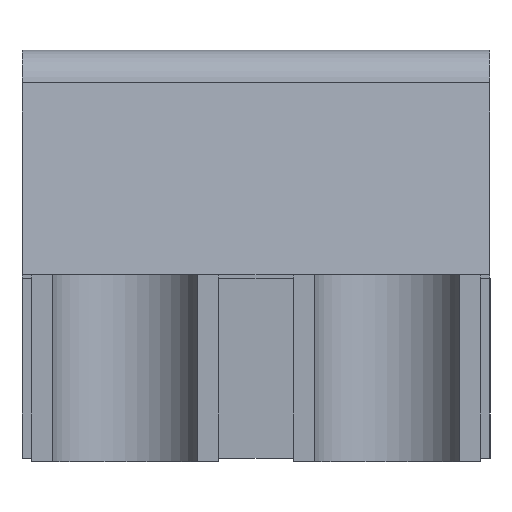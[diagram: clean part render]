
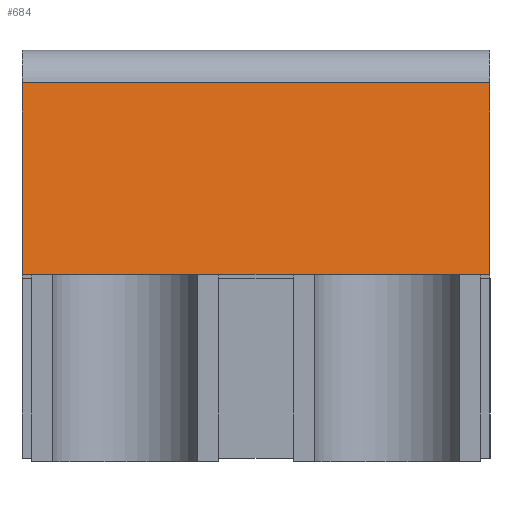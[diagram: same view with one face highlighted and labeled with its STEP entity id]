
A CAD part, left-side view. The second image highlights one B-rep face of the part: STEP entity #684.
In plain terms, the highlighted planar face has unit normal (-0.992, 0, 0.124).
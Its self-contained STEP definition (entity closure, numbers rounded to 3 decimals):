
#32 = PLANE('',#33);
#33 = AXIS2_PLACEMENT_3D('',#34,#35,#36);
#34 = CARTESIAN_POINT('',(-0.7,0.625,0.5));
#35 = DIRECTION('',(0.,1.,0.));
#36 = DIRECTION('',(1.,0.,0.));
#55 = VERTEX_POINT('',#56);
#56 = CARTESIAN_POINT('',(-0.7,0.625,0.5));
#82 = EDGE_CURVE('',#83,#55,#85,.T.);
#83 = VERTEX_POINT('',#84);
#84 = CARTESIAN_POINT('',(-0.636,0.625,1.012));
#85 = SURFACE_CURVE('',#86,(#90,#96),.PCURVE_S1.);
#86 = LINE('',#87,#88);
#87 = CARTESIAN_POINT('',(-0.7,0.625,0.5));
#88 = VECTOR('',#89,1.);
#89 = DIRECTION('',(-0.124,0.,-0.992));
#90 = PCURVE('',#32,#91);
#91 = DEFINITIONAL_REPRESENTATION('',(#92),#95);
#92 = B_SPLINE_CURVE_WITH_KNOTS('',1,(#93,#94),.UNSPECIFIED.,.F.,.F.,(2,
    2),(-0.665,0.06),.PIECEWISE_BEZIER_KNOTS.);
#93 = CARTESIAN_POINT('',(0.083,-0.66));
#94 = CARTESIAN_POINT('',(-0.008,0.06));
#95 = ( GEOMETRIC_REPRESENTATION_CONTEXT(2) 
PARAMETRIC_REPRESENTATION_CONTEXT() REPRESENTATION_CONTEXT('2D SPACE',''
  ) );
#96 = PCURVE('',#97,#102);
#97 = PLANE('',#98);
#98 = AXIS2_PLACEMENT_3D('',#99,#100,#101);
#99 = CARTESIAN_POINT('',(-0.7,-0.625,0.5));
#100 = DIRECTION('',(0.992,0.,-0.124)
  );
#101 = DIRECTION('',(0.124,0.,0.992));
#102 = DEFINITIONAL_REPRESENTATION('',(#103),#106);
#103 = B_SPLINE_CURVE_WITH_KNOTS('',1,(#104,#105),.UNSPECIFIED.,.F.,.F.,
  (2,2),(-0.665,0.06),.PIECEWISE_BEZIER_KNOTS.);
#104 = CARTESIAN_POINT('',(0.665,-1.25));
#105 = CARTESIAN_POINT('',(-0.06,-1.25));
#106 = ( GEOMETRIC_REPRESENTATION_CONTEXT(2) 
PARAMETRIC_REPRESENTATION_CONTEXT() REPRESENTATION_CONTEXT('2D SPACE',''
  ) );
#129 = CYLINDRICAL_SURFACE('',#130,0.1);
#130 = AXIS2_PLACEMENT_3D('',#131,#132,#133);
#131 = CARTESIAN_POINT('',(-0.537,-0.625,1.));
#132 = DIRECTION('',(0.,1.,0.));
#133 = DIRECTION('',(0.,0.,1.));
#221 = PLANE('',#222);
#222 = AXIS2_PLACEMENT_3D('',#223,#224,#225);
#223 = CARTESIAN_POINT('',(0.7,-0.625,0.5));
#224 = DIRECTION('',(0.,-1.,0.));
#225 = DIRECTION('',(-1.,0.,0.));
#574 = PLANE('',#575);
#575 = AXIS2_PLACEMENT_3D('',#576,#577,#578);
#576 = CARTESIAN_POINT('',(-0.7,0.6,0.5));
#577 = DIRECTION('',(1.,0.,0.));
#578 = DIRECTION('',(0.,1.,0.));
#684 = ADVANCED_FACE('',(#685),#97,.F.);
#685 = FACE_BOUND('',#686,.F.);
#686 = EDGE_LOOP('',(#687,#712,#740,#768,#796,#824,#845,#846));
#687 = ORIENTED_EDGE('',*,*,#688,.F.);
#688 = EDGE_CURVE('',#689,#691,#693,.T.);
#689 = VERTEX_POINT('',#690);
#690 = CARTESIAN_POINT('',(-0.7,-0.625,0.5));
#691 = VERTEX_POINT('',#692);
#692 = CARTESIAN_POINT('',(-0.636,-0.625,1.012));
#693 = SURFACE_CURVE('',#694,(#698,#705),.PCURVE_S1.);
#694 = LINE('',#695,#696);
#695 = CARTESIAN_POINT('',(-0.7,-0.625,0.5));
#696 = VECTOR('',#697,1.);
#697 = DIRECTION('',(0.124,0.,0.992));
#698 = PCURVE('',#97,#699);
#699 = DEFINITIONAL_REPRESENTATION('',(#700),#704);
#700 = LINE('',#701,#702);
#701 = CARTESIAN_POINT('',(0.,0.));
#702 = VECTOR('',#703,1.);
#703 = DIRECTION('',(1.,0.));
#704 = ( GEOMETRIC_REPRESENTATION_CONTEXT(2) 
PARAMETRIC_REPRESENTATION_CONTEXT() REPRESENTATION_CONTEXT('2D SPACE',''
  ) );
#705 = PCURVE('',#221,#706);
#706 = DEFINITIONAL_REPRESENTATION('',(#707),#711);
#707 = LINE('',#708,#709);
#708 = CARTESIAN_POINT('',(1.4,0.));
#709 = VECTOR('',#710,1.);
#710 = DIRECTION('',(-0.124,-0.992));
#711 = ( GEOMETRIC_REPRESENTATION_CONTEXT(2) 
PARAMETRIC_REPRESENTATION_CONTEXT() REPRESENTATION_CONTEXT('2D SPACE',''
  ) );
#712 = ORIENTED_EDGE('',*,*,#713,.T.);
#713 = EDGE_CURVE('',#689,#714,#716,.T.);
#714 = VERTEX_POINT('',#715);
#715 = CARTESIAN_POINT('',(-0.7,-0.6,0.5));
#716 = SURFACE_CURVE('',#717,(#721,#728),.PCURVE_S1.);
#717 = LINE('',#718,#719);
#718 = CARTESIAN_POINT('',(-0.7,-0.625,0.5));
#719 = VECTOR('',#720,1.);
#720 = DIRECTION('',(0.,1.,0.));
#721 = PCURVE('',#97,#722);
#722 = DEFINITIONAL_REPRESENTATION('',(#723),#727);
#723 = LINE('',#724,#725);
#724 = CARTESIAN_POINT('',(0.,0.));
#725 = VECTOR('',#726,1.);
#726 = DIRECTION('',(0.,-1.));
#727 = ( GEOMETRIC_REPRESENTATION_CONTEXT(2) 
PARAMETRIC_REPRESENTATION_CONTEXT() REPRESENTATION_CONTEXT('2D SPACE',''
  ) );
#728 = PCURVE('',#729,#734);
#729 = PLANE('',#730);
#730 = AXIS2_PLACEMENT_3D('',#731,#732,#733);
#731 = CARTESIAN_POINT('',(-0.7,-0.6,0.5));
#732 = DIRECTION('',(-1.,0.,0.));
#733 = DIRECTION('',(0.,-1.,0.));
#734 = DEFINITIONAL_REPRESENTATION('',(#735),#739);
#735 = LINE('',#736,#737);
#736 = CARTESIAN_POINT('',(0.025,0.));
#737 = VECTOR('',#738,1.);
#738 = DIRECTION('',(-1.,0.));
#739 = ( GEOMETRIC_REPRESENTATION_CONTEXT(2) 
PARAMETRIC_REPRESENTATION_CONTEXT() REPRESENTATION_CONTEXT('2D SPACE',''
  ) );
#740 = ORIENTED_EDGE('',*,*,#741,.T.);
#741 = EDGE_CURVE('',#714,#742,#744,.T.);
#742 = VERTEX_POINT('',#743);
#743 = CARTESIAN_POINT('',(-0.7,-0.1,0.5));
#744 = SURFACE_CURVE('',#745,(#749,#756),.PCURVE_S1.);
#745 = LINE('',#746,#747);
#746 = CARTESIAN_POINT('',(-0.7,-0.625,0.5));
#747 = VECTOR('',#748,1.);
#748 = DIRECTION('',(0.,1.,0.));
#749 = PCURVE('',#97,#750);
#750 = DEFINITIONAL_REPRESENTATION('',(#751),#755);
#751 = LINE('',#752,#753);
#752 = CARTESIAN_POINT('',(0.,0.));
#753 = VECTOR('',#754,1.);
#754 = DIRECTION('',(0.,-1.));
#755 = ( GEOMETRIC_REPRESENTATION_CONTEXT(2) 
PARAMETRIC_REPRESENTATION_CONTEXT() REPRESENTATION_CONTEXT('2D SPACE',''
  ) );
#756 = PCURVE('',#757,#762);
#757 = PLANE('',#758);
#758 = AXIS2_PLACEMENT_3D('',#759,#760,#761);
#759 = CARTESIAN_POINT('',(0.,0.,0.5));
#760 = DIRECTION('',(-0.,-0.,-1.));
#761 = DIRECTION('',(-1.,0.,0.));
#762 = DEFINITIONAL_REPRESENTATION('',(#763),#767);
#763 = LINE('',#764,#765);
#764 = CARTESIAN_POINT('',(0.7,-0.625));
#765 = VECTOR('',#766,1.);
#766 = DIRECTION('',(0.,1.));
#767 = ( GEOMETRIC_REPRESENTATION_CONTEXT(2) 
PARAMETRIC_REPRESENTATION_CONTEXT() REPRESENTATION_CONTEXT('2D SPACE',''
  ) );
#768 = ORIENTED_EDGE('',*,*,#769,.F.);
#769 = EDGE_CURVE('',#770,#742,#772,.T.);
#770 = VERTEX_POINT('',#771);
#771 = CARTESIAN_POINT('',(-0.7,0.1,0.5));
#772 = SURFACE_CURVE('',#773,(#777,#784),.PCURVE_S1.);
#773 = LINE('',#774,#775);
#774 = CARTESIAN_POINT('',(-0.7,0.1,0.5));
#775 = VECTOR('',#776,1.);
#776 = DIRECTION('',(0.,-1.,0.));
#777 = PCURVE('',#97,#778);
#778 = DEFINITIONAL_REPRESENTATION('',(#779),#783);
#779 = LINE('',#780,#781);
#780 = CARTESIAN_POINT('',(0.,-0.725));
#781 = VECTOR('',#782,1.);
#782 = DIRECTION('',(0.,1.));
#783 = ( GEOMETRIC_REPRESENTATION_CONTEXT(2) 
PARAMETRIC_REPRESENTATION_CONTEXT() REPRESENTATION_CONTEXT('2D SPACE',''
  ) );
#784 = PCURVE('',#785,#790);
#785 = PLANE('',#786);
#786 = AXIS2_PLACEMENT_3D('',#787,#788,#789);
#787 = CARTESIAN_POINT('',(-0.7,0.1,0.5));
#788 = DIRECTION('',(-1.,0.,0.));
#789 = DIRECTION('',(0.,-1.,0.));
#790 = DEFINITIONAL_REPRESENTATION('',(#791),#795);
#791 = LINE('',#792,#793);
#792 = CARTESIAN_POINT('',(0.,0.));
#793 = VECTOR('',#794,1.);
#794 = DIRECTION('',(1.,0.));
#795 = ( GEOMETRIC_REPRESENTATION_CONTEXT(2) 
PARAMETRIC_REPRESENTATION_CONTEXT() REPRESENTATION_CONTEXT('2D SPACE',''
  ) );
#796 = ORIENTED_EDGE('',*,*,#797,.T.);
#797 = EDGE_CURVE('',#770,#798,#800,.T.);
#798 = VERTEX_POINT('',#799);
#799 = CARTESIAN_POINT('',(-0.7,0.6,0.5));
#800 = SURFACE_CURVE('',#801,(#805,#812),.PCURVE_S1.);
#801 = LINE('',#802,#803);
#802 = CARTESIAN_POINT('',(-0.7,-0.625,0.5));
#803 = VECTOR('',#804,1.);
#804 = DIRECTION('',(0.,1.,0.));
#805 = PCURVE('',#97,#806);
#806 = DEFINITIONAL_REPRESENTATION('',(#807),#811);
#807 = LINE('',#808,#809);
#808 = CARTESIAN_POINT('',(0.,0.));
#809 = VECTOR('',#810,1.);
#810 = DIRECTION('',(0.,-1.));
#811 = ( GEOMETRIC_REPRESENTATION_CONTEXT(2) 
PARAMETRIC_REPRESENTATION_CONTEXT() REPRESENTATION_CONTEXT('2D SPACE',''
  ) );
#812 = PCURVE('',#813,#818);
#813 = PLANE('',#814);
#814 = AXIS2_PLACEMENT_3D('',#815,#816,#817);
#815 = CARTESIAN_POINT('',(0.,0.,0.5));
#816 = DIRECTION('',(-0.,-0.,-1.));
#817 = DIRECTION('',(-1.,0.,0.));
#818 = DEFINITIONAL_REPRESENTATION('',(#819),#823);
#819 = LINE('',#820,#821);
#820 = CARTESIAN_POINT('',(0.7,-0.625));
#821 = VECTOR('',#822,1.);
#822 = DIRECTION('',(0.,1.));
#823 = ( GEOMETRIC_REPRESENTATION_CONTEXT(2) 
PARAMETRIC_REPRESENTATION_CONTEXT() REPRESENTATION_CONTEXT('2D SPACE',''
  ) );
#824 = ORIENTED_EDGE('',*,*,#825,.T.);
#825 = EDGE_CURVE('',#798,#55,#826,.T.);
#826 = SURFACE_CURVE('',#827,(#831,#838),.PCURVE_S1.);
#827 = LINE('',#828,#829);
#828 = CARTESIAN_POINT('',(-0.7,-0.625,0.5));
#829 = VECTOR('',#830,1.);
#830 = DIRECTION('',(0.,1.,0.));
#831 = PCURVE('',#97,#832);
#832 = DEFINITIONAL_REPRESENTATION('',(#833),#837);
#833 = LINE('',#834,#835);
#834 = CARTESIAN_POINT('',(0.,0.));
#835 = VECTOR('',#836,1.);
#836 = DIRECTION('',(0.,-1.));
#837 = ( GEOMETRIC_REPRESENTATION_CONTEXT(2) 
PARAMETRIC_REPRESENTATION_CONTEXT() REPRESENTATION_CONTEXT('2D SPACE',''
  ) );
#838 = PCURVE('',#574,#839);
#839 = DEFINITIONAL_REPRESENTATION('',(#840),#844);
#840 = LINE('',#841,#842);
#841 = CARTESIAN_POINT('',(-1.225,0.));
#842 = VECTOR('',#843,1.);
#843 = DIRECTION('',(1.,0.));
#844 = ( GEOMETRIC_REPRESENTATION_CONTEXT(2) 
PARAMETRIC_REPRESENTATION_CONTEXT() REPRESENTATION_CONTEXT('2D SPACE',''
  ) );
#845 = ORIENTED_EDGE('',*,*,#82,.F.);
#846 = ORIENTED_EDGE('',*,*,#847,.F.);
#847 = EDGE_CURVE('',#691,#83,#848,.T.);
#848 = SURFACE_CURVE('',#849,(#853,#860),.PCURVE_S1.);
#849 = LINE('',#850,#851);
#850 = CARTESIAN_POINT('',(-0.636,-0.625,1.012));
#851 = VECTOR('',#852,1.);
#852 = DIRECTION('',(0.,1.,0.));
#853 = PCURVE('',#97,#854);
#854 = DEFINITIONAL_REPRESENTATION('',(#855),#859);
#855 = LINE('',#856,#857);
#856 = CARTESIAN_POINT('',(0.516,0.));
#857 = VECTOR('',#858,1.);
#858 = DIRECTION('',(0.,-1.));
#859 = ( GEOMETRIC_REPRESENTATION_CONTEXT(2) 
PARAMETRIC_REPRESENTATION_CONTEXT() REPRESENTATION_CONTEXT('2D SPACE',''
  ) );
#860 = PCURVE('',#129,#861);
#861 = DEFINITIONAL_REPRESENTATION('',(#862),#866);
#862 = LINE('',#863,#864);
#863 = CARTESIAN_POINT('',(-1.446,0.));
#864 = VECTOR('',#865,1.);
#865 = DIRECTION('',(-0.,1.));
#866 = ( GEOMETRIC_REPRESENTATION_CONTEXT(2) 
PARAMETRIC_REPRESENTATION_CONTEXT() REPRESENTATION_CONTEXT('2D SPACE',''
  ) );
